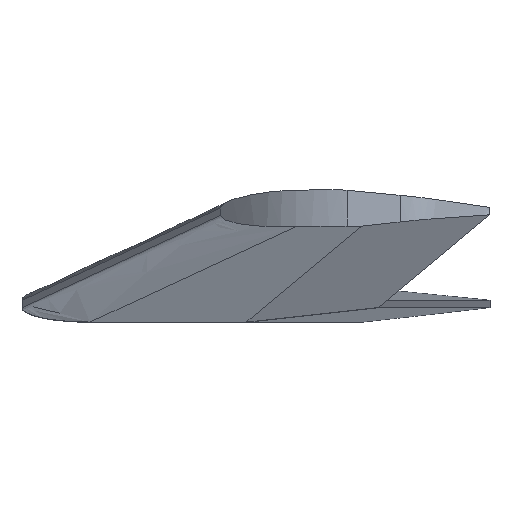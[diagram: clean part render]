
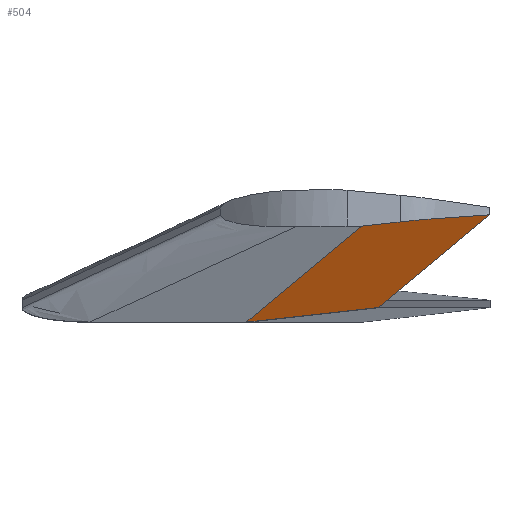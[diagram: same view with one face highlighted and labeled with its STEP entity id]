
A CAD part, left-side view. The second image highlights one B-rep face of the part: STEP entity #504.
In plain terms, the highlighted planar face has unit normal (-0.045, -0.11, -0.993).
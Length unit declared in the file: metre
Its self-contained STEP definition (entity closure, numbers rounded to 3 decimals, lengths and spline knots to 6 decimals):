
#20=PLANE('',#555);
#34=B_SPLINE_CURVE_WITH_KNOTS('',3,(#684,#685,#686,#687,#688,#689,#690,
#691,#692,#693,#694,#695,#696,#697,#698,#699,#700),.UNSPECIFIED.,.F.,.F.,
(4,1,1,1,1,1,1,1,1,1,1,1,1,1,4),(0.,0.000239,
0.000478,0.000956,0.001434,0.001911,
0.002867,0.003823,0.004779,0.005734,
0.007646,0.009557,0.011468,0.01338,
0.015291),.UNSPECIFIED.);
#113=ORIENTED_EDGE('',*,*,#243,.T.);
#114=ORIENTED_EDGE('',*,*,#227,.T.);
#115=ORIENTED_EDGE('',*,*,#211,.T.);
#116=ORIENTED_EDGE('',*,*,#216,.T.);
#117=ORIENTED_EDGE('',*,*,#241,.T.);
#211=EDGE_CURVE('',#286,#285,#34,.T.);
#216=EDGE_CURVE('',#285,#290,#336,.T.);
#227=EDGE_CURVE('',#298,#286,#340,.T.);
#241=EDGE_CURVE('',#290,#307,#351,.T.);
#243=EDGE_CURVE('',#307,#298,#352,.T.);
#285=VERTEX_POINT('',#683);
#286=VERTEX_POINT('',#701);
#290=VERTEX_POINT('',#726);
#298=VERTEX_POINT('',#837);
#307=VERTEX_POINT('',#912);
#336=LINE('',#727,#382);
#340=LINE('',#836,#386);
#351=LINE('',#913,#397);
#352=LINE('',#960,#398);
#382=VECTOR('',#578,1.);
#386=VECTOR('',#586,1.);
#397=VECTOR('',#603,1.);
#398=VECTOR('',#606,1.);
#434=EDGE_LOOP('',(#113,#114,#115,#116,#117));
#464=FACE_BOUND('',#434,.T.);
#504=ADVANCED_FACE('',(#464),#20,.T.);
#555=AXIS2_PLACEMENT_3D('',#959,#604,#605);
#578=DIRECTION('',(-0.006,0.994,-0.11));
#586=DIRECTION('',(-0.997,-0.063,0.052));
#603=DIRECTION('',(0.997,0.063,-0.052));
#604=DIRECTION('',(-0.045,-0.11,-0.993));
#605=DIRECTION('',(0.997,0.063,-0.052));
#606=DIRECTION('',(0.006,-0.994,0.11));
#683=CARTESIAN_POINT('',(-0.249889,0.187914,0.011172));
#684=CARTESIAN_POINT('',(-0.241497,0.17565,0.012152));
#685=CARTESIAN_POINT('',(-0.24149,0.175731,0.012143));
#686=CARTESIAN_POINT('',(-0.241587,0.175872,0.012132));
#687=CARTESIAN_POINT('',(-0.241762,0.176129,0.012111));
#688=CARTESIAN_POINT('',(-0.242021,0.176433,0.012089));
#689=CARTESIAN_POINT('',(-0.242336,0.176788,0.012064));
#690=CARTESIAN_POINT('',(-0.242767,0.177254,0.012032));
#691=CARTESIAN_POINT('',(-0.243312,0.177829,0.011993));
#692=CARTESIAN_POINT('',(-0.243972,0.178514,0.011947));
#693=CARTESIAN_POINT('',(-0.244631,0.179199,0.011901));
#694=CARTESIAN_POINT('',(-0.245506,0.180117,0.011838));
#695=CARTESIAN_POINT('',(-0.246585,0.181277,0.011759));
#696=CARTESIAN_POINT('',(-0.247834,0.182719,0.011655));
#697=CARTESIAN_POINT('',(-0.248941,0.184248,0.011536));
#698=CARTESIAN_POINT('',(-0.249695,0.186023,0.011373));
#699=CARTESIAN_POINT('',(-0.24983,0.187283,0.011239));
#700=CARTESIAN_POINT('',(-0.249889,0.187914,0.011172));
#701=CARTESIAN_POINT('',(-0.241497,0.17565,0.012152));
#726=CARTESIAN_POINT('',(-0.249919,0.193161,0.010591));
#727=CARTESIAN_POINT('',(-0.24991,0.191543,0.01077));
#836=CARTESIAN_POINT('',(-0.241497,0.17565,0.012152));
#837=CARTESIAN_POINT('',(-0.000157,0.190877,-0.000496));
#912=CARTESIAN_POINT('',(-0.000262,0.208913,-0.002493));
#913=CARTESIAN_POINT('',(-0.001392,0.208841,-0.002434));
#959=CARTESIAN_POINT('',(-0.120827,0.183264,0.005828));
#960=CARTESIAN_POINT('',(-0.000113,0.183356,0.000337));
